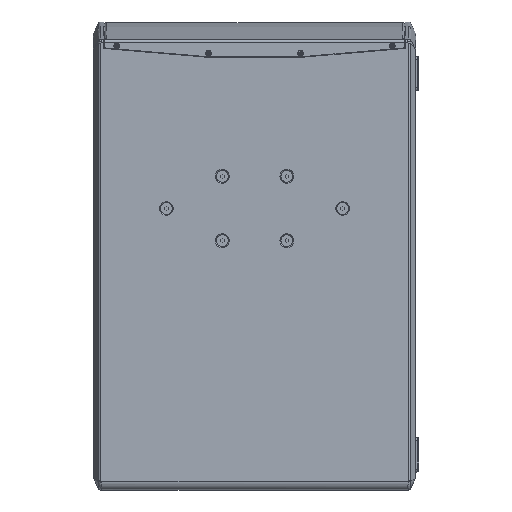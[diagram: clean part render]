
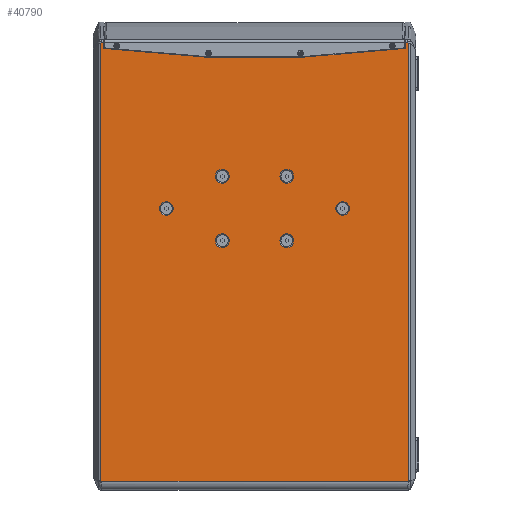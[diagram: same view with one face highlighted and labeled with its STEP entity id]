
A CAD part, left-side view. The second image highlights one B-rep face of the part: STEP entity #40790.
In plain terms, the highlighted planar face has unit normal (-1, 0, 0).
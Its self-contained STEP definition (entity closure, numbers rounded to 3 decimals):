
#584=FACE_BOUND('',#5514,.T.);
#585=FACE_BOUND('',#5515,.T.);
#586=FACE_BOUND('',#5516,.T.);
#587=FACE_BOUND('',#5517,.T.);
#588=FACE_BOUND('',#5518,.T.);
#589=FACE_BOUND('',#5519,.T.);
#1252=PLANE('',#43639);
#3082=FACE_OUTER_BOUND('',#5513,.T.);
#5513=EDGE_LOOP('',(#29412,#29413,#29414,#29415,#29416,#29417,#29418,#29419,
#29420,#29421,#29422,#29423));
#5514=EDGE_LOOP('',(#29424));
#5515=EDGE_LOOP('',(#29425));
#5516=EDGE_LOOP('',(#29426));
#5517=EDGE_LOOP('',(#29427));
#5518=EDGE_LOOP('',(#29428));
#5519=EDGE_LOOP('',(#29429));
#8064=CIRCLE('',#43640,2000.);
#8065=CIRCLE('',#43641,11.75);
#8066=CIRCLE('',#43642,11.75);
#8067=CIRCLE('',#43643,11.75);
#8068=CIRCLE('',#43644,11.75);
#8069=CIRCLE('',#43645,11.75);
#8070=CIRCLE('',#43646,11.75);
#9380=B_SPLINE_CURVE_WITH_KNOTS('',3,(#70307,#70308,#70309,#70310),
 .UNSPECIFIED.,.F.,.F.,(4,4),(-0.3,-0.216),
 .UNSPECIFIED.);
#9391=B_SPLINE_CURVE_WITH_KNOTS('',3,(#72803,#72804,#72805,#72806,#72807,
#72808,#72809,#72810,#72811,#72812,#72813,#72814,#72815,#72816,#72817,#72818),
 .UNSPECIFIED.,.F.,.F.,(4,2,2,2,2,2,2,4),(0.088,0.127,
0.166,0.237,0.27,0.302,
0.303,0.303),.UNSPECIFIED.);
#9404=B_SPLINE_CURVE_WITH_KNOTS('',3,(#75169,#75170,#75171,#75172,#75173,
#75174,#75175,#75176,#75177,#75178,#75179,#75180),.UNSPECIFIED.,.F.,.F.,
(4,2,2,2,2,4),(0.267,0.267,0.268,0.333,
0.404,0.482),.UNSPECIFIED.);
#9410=B_SPLINE_CURVE_WITH_KNOTS('',3,(#75470,#75471,#75472,#75473),
 .UNSPECIFIED.,.F.,.F.,(4,4),(-0.084,0.),
 .UNSPECIFIED.);
#9995=LINE('',#59379,#13588);
#10001=LINE('',#59403,#13594);
#10237=LINE('',#63511,#13830);
#10255=LINE('',#72696,#13848);
#10256=LINE('',#72701,#13849);
#10262=LINE('',#75272,#13855);
#10276=LINE('',#75963,#13869);
#13588=VECTOR('',#47067,10.);
#13594=VECTOR('',#47087,10.);
#13830=VECTOR('',#48405,10.);
#13848=VECTOR('',#48465,10.);
#13849=VECTOR('',#48470,10.);
#13855=VECTOR('',#48508,10.);
#13869=VECTOR('',#48554,10.);
#17225=VERTEX_POINT('',#59376);
#17226=VERTEX_POINT('',#59378);
#17236=VERTEX_POINT('',#59400);
#17237=VERTEX_POINT('',#59402);
#17667=VERTEX_POINT('',#63508);
#17708=VERTEX_POINT('',#70285);
#17709=VERTEX_POINT('',#70305);
#17717=VERTEX_POINT('',#72646);
#17718=VERTEX_POINT('',#72698);
#17732=VERTEX_POINT('',#75106);
#17733=VERTEX_POINT('',#75182);
#17755=VERTEX_POINT('',#75428);
#17823=VERTEX_POINT('',#79914);
#17824=VERTEX_POINT('',#79916);
#17825=VERTEX_POINT('',#79918);
#17826=VERTEX_POINT('',#79920);
#17827=VERTEX_POINT('',#79922);
#17828=VERTEX_POINT('',#79924);
#21353=EDGE_CURVE('',#17226,#17225,#9995,.T.);
#21365=EDGE_CURVE('',#17237,#17236,#10001,.T.);
#22028=EDGE_CURVE('',#17226,#17667,#10237,.T.);
#22084=EDGE_CURVE('',#17709,#17708,#9380,.T.);
#22099=EDGE_CURVE('',#17708,#17717,#10255,.T.);
#22101=EDGE_CURVE('',#17718,#17236,#10256,.T.);
#22103=EDGE_CURVE('',#17717,#17718,#9391,.T.);
#22129=EDGE_CURVE('',#17667,#17732,#9404,.T.);
#22131=EDGE_CURVE('',#17733,#17709,#10262,.T.);
#22156=EDGE_CURVE('',#17755,#17733,#9410,.T.);
#22169=EDGE_CURVE('',#17732,#17755,#10276,.T.);
#22254=EDGE_CURVE('',#17225,#17237,#8064,.T.);
#22255=EDGE_CURVE('',#17823,#17823,#8065,.T.);
#22256=EDGE_CURVE('',#17824,#17824,#8066,.T.);
#22257=EDGE_CURVE('',#17825,#17825,#8067,.T.);
#22258=EDGE_CURVE('',#17826,#17826,#8068,.T.);
#22259=EDGE_CURVE('',#17827,#17827,#8069,.T.);
#22260=EDGE_CURVE('',#17828,#17828,#8070,.T.);
#29412=ORIENTED_EDGE('',*,*,#21353,.T.);
#29413=ORIENTED_EDGE('',*,*,#22254,.T.);
#29414=ORIENTED_EDGE('',*,*,#21365,.T.);
#29415=ORIENTED_EDGE('',*,*,#22101,.F.);
#29416=ORIENTED_EDGE('',*,*,#22103,.F.);
#29417=ORIENTED_EDGE('',*,*,#22099,.F.);
#29418=ORIENTED_EDGE('',*,*,#22084,.F.);
#29419=ORIENTED_EDGE('',*,*,#22131,.F.);
#29420=ORIENTED_EDGE('',*,*,#22156,.F.);
#29421=ORIENTED_EDGE('',*,*,#22169,.F.);
#29422=ORIENTED_EDGE('',*,*,#22129,.F.);
#29423=ORIENTED_EDGE('',*,*,#22028,.F.);
#29424=ORIENTED_EDGE('',*,*,#22255,.T.);
#29425=ORIENTED_EDGE('',*,*,#22256,.T.);
#29426=ORIENTED_EDGE('',*,*,#22257,.T.);
#29427=ORIENTED_EDGE('',*,*,#22258,.T.);
#29428=ORIENTED_EDGE('',*,*,#22259,.T.);
#29429=ORIENTED_EDGE('',*,*,#22260,.T.);
#40790=ADVANCED_FACE('',(#3082,#584,#585,#586,#587,#588,#589),#1252,.T.);
#43639=AXIS2_PLACEMENT_3D('',#79912,#48690,#48691);
#43640=AXIS2_PLACEMENT_3D('',#79913,#48692,#48693);
#43641=AXIS2_PLACEMENT_3D('',#79915,#48694,#48695);
#43642=AXIS2_PLACEMENT_3D('',#79917,#48696,#48697);
#43643=AXIS2_PLACEMENT_3D('',#79919,#48698,#48699);
#43644=AXIS2_PLACEMENT_3D('',#79921,#48700,#48701);
#43645=AXIS2_PLACEMENT_3D('',#79923,#48702,#48703);
#43646=AXIS2_PLACEMENT_3D('',#79925,#48704,#48705);
#47067=DIRECTION('',(0.,0.,-1.));
#47087=DIRECTION('',(0.,0.,1.));
#48405=DIRECTION('',(0.,-1.,0.));
#48465=DIRECTION('',(0.,0.,1.));
#48470=DIRECTION('',(0.,-1.,0.));
#48508=DIRECTION('',(0.,1.,0.));
#48554=DIRECTION('',(0.,0.,-1.));
#48690=DIRECTION('center_axis',(-1.,0.,0.));
#48691=DIRECTION('ref_axis',(0.,-1.,0.));
#48692=DIRECTION('center_axis',(1.,0.,0.));
#48693=DIRECTION('ref_axis',(0.,-0.129,-0.992));
#48694=DIRECTION('center_axis',(1.,0.,0.));
#48695=DIRECTION('ref_axis',(0.,0.,-1.));
#48696=DIRECTION('center_axis',(1.,0.,0.));
#48697=DIRECTION('ref_axis',(0.,0.,-1.));
#48698=DIRECTION('center_axis',(1.,0.,0.));
#48699=DIRECTION('ref_axis',(0.,0.,-1.));
#48700=DIRECTION('center_axis',(1.,0.,0.));
#48701=DIRECTION('ref_axis',(0.,0.,-1.));
#48702=DIRECTION('center_axis',(1.,0.,0.));
#48703=DIRECTION('ref_axis',(0.,0.,-1.));
#48704=DIRECTION('center_axis',(1.,0.,0.));
#48705=DIRECTION('ref_axis',(0.,0.,-1.));
#59376=CARTESIAN_POINT('',(-379.,-257.,354.));
#59378=CARTESIAN_POINT('',(-379.,-257.,364.73));
#59379=CARTESIAN_POINT('',(-379.,-257.,199.5));
#59400=CARTESIAN_POINT('',(-379.,257.,364.73));
#59402=CARTESIAN_POINT('',(-379.,257.,354.));
#59403=CARTESIAN_POINT('',(-379.,257.,199.5));
#63508=CARTESIAN_POINT('',(-379.,-261.568,364.73));
#63511=CARTESIAN_POINT('',(-379.,275.,364.73));
#70285=CARTESIAN_POINT('',(-379.,261.91,-383.16));
#70305=CARTESIAN_POINT('',(-379.,261.854,-384.));
#70307=CARTESIAN_POINT('Ctrl Pts',(-379.,261.854,-384.));
#70308=CARTESIAN_POINT('Ctrl Pts',(-379.,261.874,-383.72));
#70309=CARTESIAN_POINT('Ctrl Pts',(-379.,261.892,-383.44));
#70310=CARTESIAN_POINT('Ctrl Pts',(-379.,261.91,-383.16));
#72646=CARTESIAN_POINT('',(-379.,261.91,362.611));
#72696=CARTESIAN_POINT('',(-379.,261.91,182.365));
#72698=CARTESIAN_POINT('',(-379.,261.568,364.73));
#72701=CARTESIAN_POINT('',(-379.,275.,364.73));
#72803=CARTESIAN_POINT('Ctrl Pts',(-379.,261.91,362.611));
#72804=CARTESIAN_POINT('Ctrl Pts',(-379.,261.895,362.741));
#72805=CARTESIAN_POINT('Ctrl Pts',(-379.,261.879,362.872));
#72806=CARTESIAN_POINT('Ctrl Pts',(-379.,261.846,363.131));
#72807=CARTESIAN_POINT('Ctrl Pts',(-379.,261.829,363.259));
#72808=CARTESIAN_POINT('Ctrl Pts',(-379.,261.778,363.621));
#72809=CARTESIAN_POINT('Ctrl Pts',(-379.,261.742,363.854));
#72810=CARTESIAN_POINT('Ctrl Pts',(-379.,261.68,364.196));
#72811=CARTESIAN_POINT('Ctrl Pts',(-379.,261.659,364.304));
#72812=CARTESIAN_POINT('Ctrl Pts',(-379.,261.615,364.518));
#72813=CARTESIAN_POINT('Ctrl Pts',(-379.,261.593,364.623));
#72814=CARTESIAN_POINT('Ctrl Pts',(-379.,261.568,364.728));
#72815=CARTESIAN_POINT('Ctrl Pts',(-379.,261.568,364.728));
#72816=CARTESIAN_POINT('Ctrl Pts',(-379.,261.568,364.729));
#72817=CARTESIAN_POINT('Ctrl Pts',(-379.,261.568,364.729));
#72818=CARTESIAN_POINT('Ctrl Pts',(-379.,261.568,364.73));
#75106=CARTESIAN_POINT('',(-379.,-261.91,362.61));
#75169=CARTESIAN_POINT('Ctrl Pts',(-379.,-261.568,364.73));
#75170=CARTESIAN_POINT('Ctrl Pts',(-379.,-261.568,364.729));
#75171=CARTESIAN_POINT('Ctrl Pts',(-379.,-261.568,364.729));
#75172=CARTESIAN_POINT('Ctrl Pts',(-379.,-261.568,364.728));
#75173=CARTESIAN_POINT('Ctrl Pts',(-379.,-261.568,364.728));
#75174=CARTESIAN_POINT('Ctrl Pts',(-379.,-261.618,
364.515));
#75175=CARTESIAN_POINT('Ctrl Pts',(-379.,-261.661,
364.302));
#75176=CARTESIAN_POINT('Ctrl Pts',(-379.,-261.742,
363.854));
#75177=CARTESIAN_POINT('Ctrl Pts',(-379.,-261.778,
363.621));
#75178=CARTESIAN_POINT('Ctrl Pts',(-379.,-261.848,
363.128));
#75179=CARTESIAN_POINT('Ctrl Pts',(-379.,-261.88,
362.869));
#75180=CARTESIAN_POINT('Ctrl Pts',(-379.,-261.91,
362.61));
#75182=CARTESIAN_POINT('',(-379.,-261.853,-384.));
#75272=CARTESIAN_POINT('',(-379.,137.5,-384.));
#75428=CARTESIAN_POINT('',(-379.,-261.91,-383.161));
#75470=CARTESIAN_POINT('Ctrl Pts',(-379.,-261.91,-383.161));
#75471=CARTESIAN_POINT('Ctrl Pts',(-379.,-261.892,-383.441));
#75472=CARTESIAN_POINT('Ctrl Pts',(-379.,-261.874,-383.72));
#75473=CARTESIAN_POINT('Ctrl Pts',(-379.,-261.853,-384.));
#75963=CARTESIAN_POINT('',(-379.,-261.91,182.365));
#79912=CARTESIAN_POINT('Origin',(-379.,275.,0.));
#79913=CARTESIAN_POINT('Origin',(-379.,0.,2337.419));
#79914=CARTESIAN_POINT('',(-379.,-150.263,92.75));
#79915=CARTESIAN_POINT('Origin',(-379.,-150.263,81.));
#79916=CARTESIAN_POINT('',(-379.,-55.,147.75));
#79917=CARTESIAN_POINT('Origin',(-379.,-55.,136.));
#79918=CARTESIAN_POINT('',(-379.,55.,147.75));
#79919=CARTESIAN_POINT('Origin',(-379.,55.,136.));
#79920=CARTESIAN_POINT('',(-379.,55.,37.75));
#79921=CARTESIAN_POINT('Origin',(-379.,55.,26.));
#79922=CARTESIAN_POINT('',(-379.,-55.,37.75));
#79923=CARTESIAN_POINT('Origin',(-379.,-55.,26.));
#79924=CARTESIAN_POINT('',(-379.,150.263,92.75));
#79925=CARTESIAN_POINT('Origin',(-379.,150.263,81.));
